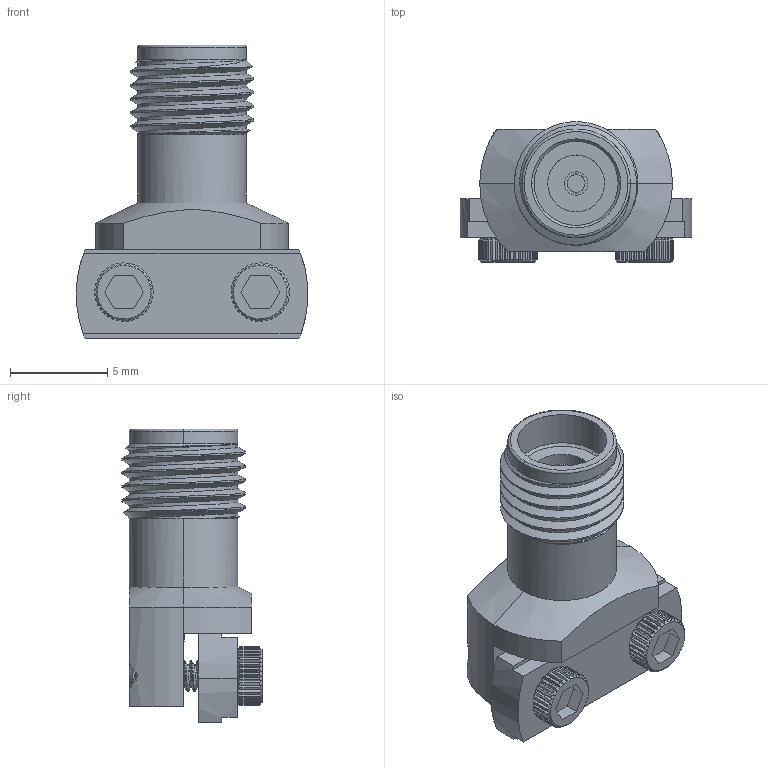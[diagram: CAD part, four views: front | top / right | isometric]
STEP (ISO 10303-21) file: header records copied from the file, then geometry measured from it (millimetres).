
FILE_DESCRIPTION (( 'STEP AP203' ), '1' );
FILE_NAME ('PE45468 ¦ FMCN1493.step', '2019-05-14T15:38:36', ( '' ), ( '' ), 'SwSTEP 2.0', 'SolidWorks 2018', '' );
FILE_SCHEMA (( 'CONFIG_CONTROL_DESIGN' ));
Length unit declared in the file: inch
Products named in the file (1): PE45468 ｦ FMCN1493
Bounding box: 11.89 x 7.2 x 15.09 mm (x, y, z)
Volume: 436.3 mm3; surface area: 902.1 mm2
Topology: 4 solids, 5 shells, 646 faces, 1574 edges, 944 vertices
Faces by surface type: cylinder 230, plane 198, cone 180, bspline 36, torus 2
Entity records: 32417 total; most frequent: CARTESIAN_POINT 18650, ORIENTED_EDGE 3144, DIRECTION 2554, EDGE_CURVE 1572, AXIS2_PLACEMENT_3D 1030, VERTEX_POINT 944, EDGE_LOOP 662, FACE_OUTER_BOUND 646
